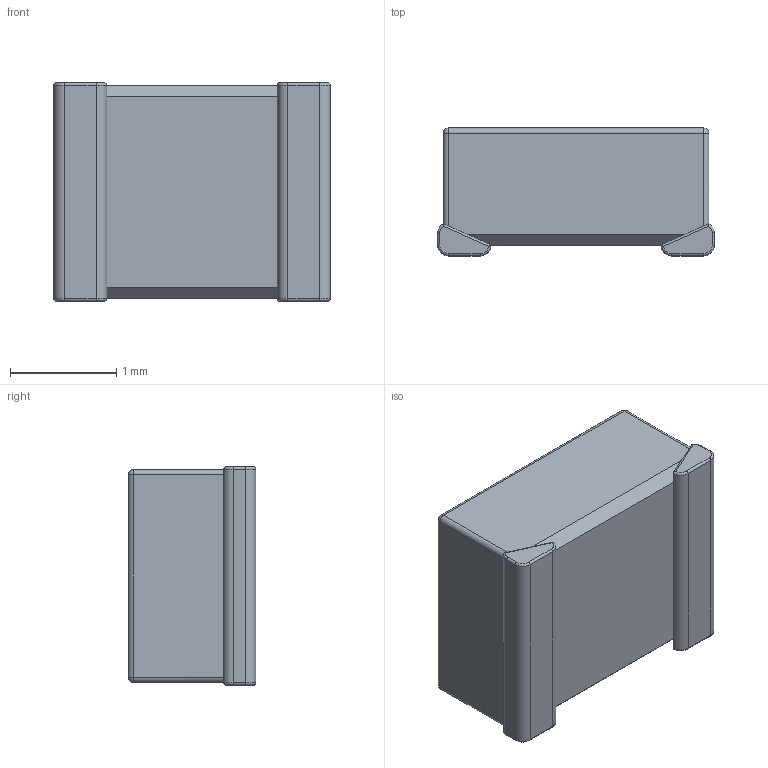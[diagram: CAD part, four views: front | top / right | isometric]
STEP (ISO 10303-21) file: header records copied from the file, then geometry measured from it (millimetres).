
FILE_DESCRIPTION (( 'STEP AP214' ), '1' );
FILE_NAME ('MAMK2520T1R0M.STEP', '2016-01-25T00:51:17', ( '' ), ( '' ), 'SwSTEP 2.0', 'SolidWorks 2015', '' );
FILE_SCHEMA (( 'AUTOMOTIVE_DESIGN' ));
Length unit declared in the file: millimetre
Products named in the file (1): MAMK2520T1R0M
Bounding box: 2.6 x 1.2 x 2.05 mm (x, y, z)
Volume: 5.9 mm3; surface area: 25.1 mm2
Topology: 3 solids, 3 shells, 60 faces, 130 edges, 72 vertices
Faces by surface type: cylinder 26, plane 18, torus 12, sphere 4
Entity records: 1974 total; most frequent: CARTESIAN_POINT 415, DIRECTION 288, ORIENTED_EDGE 252, EDGE_CURVE 126, AXIS2_PLACEMENT_3D 113, VERTEX_POINT 72, VECTOR 62, LINE 62
